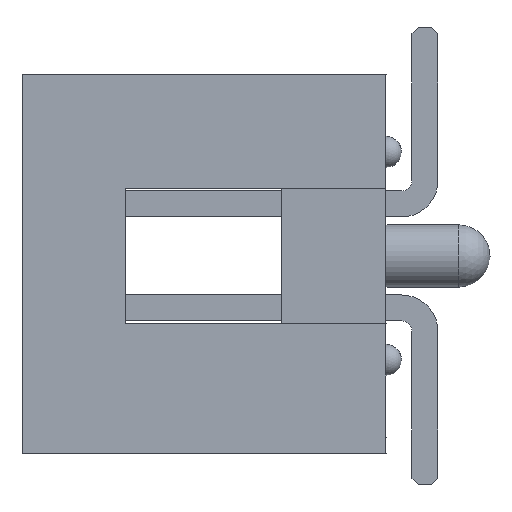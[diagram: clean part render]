
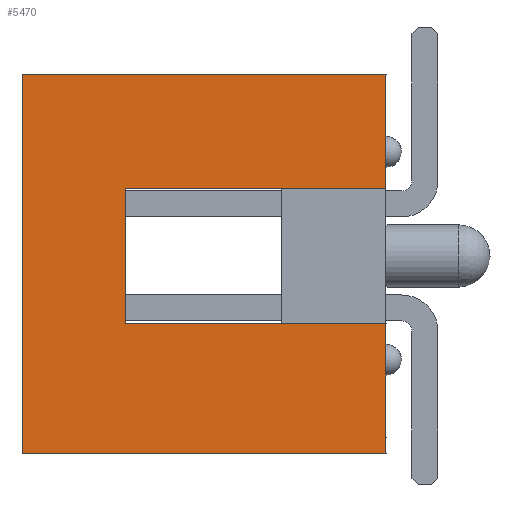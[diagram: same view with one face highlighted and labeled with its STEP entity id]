
A CAD part, left-side view. The second image highlights one B-rep face of the part: STEP entity #5470.
In plain terms, the highlighted planar face has unit normal (-1, 0, 0).
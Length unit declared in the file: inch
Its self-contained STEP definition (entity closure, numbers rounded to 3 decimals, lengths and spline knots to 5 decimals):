
#240=ORIENTED_EDGE('',*,*,#1800,.F.);
#241=ORIENTED_EDGE('',*,*,#1828,.F.);
#242=ORIENTED_EDGE('',*,*,#1825,.F.);
#243=ORIENTED_EDGE('',*,*,#1849,.F.);
#244=ORIENTED_EDGE('',*,*,#1850,.T.);
#245=ORIENTED_EDGE('',*,*,#1851,.T.);
#246=ORIENTED_EDGE('',*,*,#1821,.F.);
#247=ORIENTED_EDGE('',*,*,#1841,.F.);
#1800=EDGE_CURVE('',#2612,#2592,#3156,.T.);
#1821=EDGE_CURVE('',#2633,#2634,#3171,.T.);
#1825=EDGE_CURVE('',#2637,#2638,#3175,.T.);
#1828=EDGE_CURVE('',#2638,#2612,#3178,.T.);
#1841=EDGE_CURVE('',#2592,#2633,#3191,.T.);
#1849=EDGE_CURVE('',#2648,#2637,#3199,.T.);
#1850=EDGE_CURVE('',#2648,#2649,#3200,.T.);
#1851=EDGE_CURVE('',#2649,#2634,#3201,.T.);
#2592=VERTEX_POINT('',#7619);
#2612=VERTEX_POINT('',#7660);
#2633=VERTEX_POINT('',#7703);
#2634=VERTEX_POINT('',#7705);
#2637=VERTEX_POINT('',#7711);
#2638=VERTEX_POINT('',#7713);
#2648=VERTEX_POINT('',#7755);
#2649=VERTEX_POINT('',#7757);
#3156=LINE('',#7661,#3906);
#3171=LINE('',#7704,#3921);
#3175=LINE('',#7712,#3925);
#3178=LINE('',#7717,#3928);
#3191=LINE('',#7740,#3941);
#3199=LINE('',#7754,#3949);
#3200=LINE('',#7756,#3950);
#3201=LINE('',#7758,#3951);
#3906=VECTOR('',#6181,39.37008);
#3921=VECTOR('',#6210,39.37008);
#3925=VECTOR('',#6214,39.37008);
#3928=VECTOR('',#6219,39.37008);
#3941=VECTOR('',#6242,39.37008);
#3949=VECTOR('',#6254,39.37008);
#3950=VECTOR('',#6255,39.37008);
#3951=VECTOR('',#6256,39.37008);
#4644=EDGE_LOOP('',(#240,#241,#242,#243,#244,#245,#246,#247));
#4936=FACE_BOUND('',#4644,.T.);
#5222=PLANE('',#5809);
#5470=ADVANCED_FACE('',(#4936),#5222,.F.);
#5809=AXIS2_PLACEMENT_3D('',#7753,#6252,#6253);
#6181=DIRECTION('',(0.,0.,1.));
#6210=DIRECTION('',(0.,0.,-1.));
#6214=DIRECTION('',(0.,0.,-1.));
#6219=DIRECTION('',(0.,1.,0.));
#6242=DIRECTION('',(0.,-1.,0.));
#6252=DIRECTION('',(1.,0.,0.));
#6253=DIRECTION('',(0.,0.,-1.));
#6254=DIRECTION('',(0.,-1.,0.));
#6255=DIRECTION('',(0.,0.,1.));
#6256=DIRECTION('',(0.,-1.,0.));
#7619=CARTESIAN_POINT('',(-0.5,0.35,0.175));
#7660=CARTESIAN_POINT('',(-0.5,0.35,-0.19));
#7661=CARTESIAN_POINT('',(-0.5,0.35,-0.19));
#7703=CARTESIAN_POINT('',(-0.5,0.,0.175));
#7704=CARTESIAN_POINT('',(-0.5,0.,0.175));
#7705=CARTESIAN_POINT('',(-0.5,0.,0.065));
#7711=CARTESIAN_POINT('',(-0.5,0.,-0.065));
#7712=CARTESIAN_POINT('',(-0.5,0.,0.175));
#7713=CARTESIAN_POINT('',(-0.5,0.,-0.19));
#7717=CARTESIAN_POINT('',(-0.5,0.,-0.19));
#7740=CARTESIAN_POINT('',(-0.5,0.35,0.175));
#7753=CARTESIAN_POINT('',(-0.5,0.,0.));
#7754=CARTESIAN_POINT('',(-0.5,0.25,-0.065));
#7755=CARTESIAN_POINT('',(-0.5,0.25,-0.065));
#7756=CARTESIAN_POINT('',(-0.5,0.25,0.));
#7757=CARTESIAN_POINT('',(-0.5,0.25,0.065));
#7758=CARTESIAN_POINT('',(-0.5,0.25,0.065));
